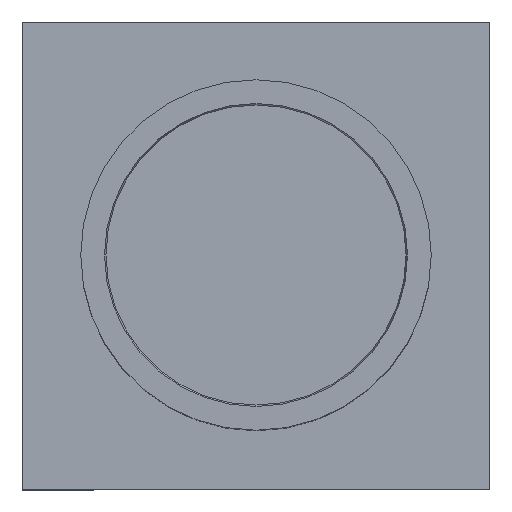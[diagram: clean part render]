
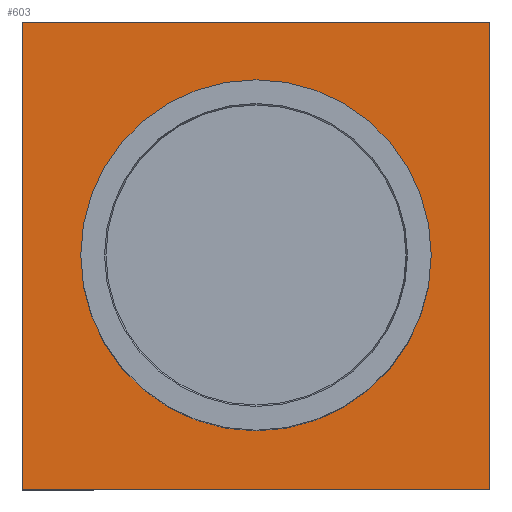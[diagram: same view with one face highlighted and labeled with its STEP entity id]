
A CAD part, top view. The second image highlights one B-rep face of the part: STEP entity #603.
In plain terms, the highlighted planar face has unit normal (0, 0, 1).
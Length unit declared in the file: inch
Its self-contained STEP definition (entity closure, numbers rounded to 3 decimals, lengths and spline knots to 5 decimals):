
#6 = PLANE ( 'NONE',  #1285 ) ;
#7 = VERTEX_POINT ( 'NONE', #470 ) ;
#18 = ORIENTED_EDGE ( 'NONE', *, *, #658, .F. ) ;
#84 = CARTESIAN_POINT ( 'NONE',  ( -0.118, 0.118, -0.188 ) ) ;
#86 = EDGE_CURVE ( 'NONE', #189, #7, #1286, .T. ) ;
#126 = LINE ( 'NONE', #580, #704 ) ;
#141 = ORIENTED_EDGE ( 'NONE', *, *, #542, .F. ) ;
#153 = CIRCLE ( 'NONE', #564, 0.0885 ) ;
#189 = VERTEX_POINT ( 'NONE', #1343 ) ;
#223 = VERTEX_POINT ( 'NONE', #832 ) ;
#249 = CARTESIAN_POINT ( 'NONE',  ( 0.118, 0.118, -0.188 ) ) ;
#279 = DIRECTION ( 'NONE',  ( 0., 0., -1. ) ) ;
#287 = EDGE_LOOP ( 'NONE', ( #1342, #18, #973, #141 ) ) ;
#308 = CARTESIAN_POINT ( 'NONE',  ( 0.118, -0.118, -0.188 ) ) ;
#314 = DIRECTION ( 'NONE',  ( -1., 0., 0. ) ) ;
#336 = DIRECTION ( 'NONE',  ( -1., 0., 0. ) ) ;
#394 = CARTESIAN_POINT ( 'NONE',  ( -0.0885, 0., -0.188 ) ) ;
#400 = DIRECTION ( 'NONE',  ( -1., 0., 0. ) ) ;
#404 = LINE ( 'NONE', #308, #690 ) ;
#470 = CARTESIAN_POINT ( 'NONE',  ( 0.118, -0.118, -0.188 ) ) ;
#522 = CARTESIAN_POINT ( 'NONE',  ( 0., 0., -0.188 ) ) ;
#526 = DIRECTION ( 'NONE',  ( -1., 0., 0. ) ) ;
#542 = EDGE_CURVE ( 'NONE', #7, #848, #404, .T. ) ;
#544 = VERTEX_POINT ( 'NONE', #394 ) ;
#556 = EDGE_CURVE ( 'NONE', #223, #544, #153, .T. ) ;
#564 = AXIS2_PLACEMENT_3D ( 'NONE', #1449, #651, #526 ) ;
#580 = CARTESIAN_POINT ( 'NONE',  ( -0.118, 0.118, -0.188 ) ) ;
#603 = ADVANCED_FACE ( 'NONE', ( #1244, #700 ), #6, .F. ) ;
#651 = DIRECTION ( 'NONE',  ( 0., 0., -1. ) ) ;
#658 = EDGE_CURVE ( 'NONE', #782, #189, #1151, .T. ) ;
#666 = DIRECTION ( 'NONE',  ( 1., 0., 0. ) ) ;
#690 = VECTOR ( 'NONE', #314, 39.37008 ) ;
#700 = FACE_BOUND ( 'NONE', #1023, .T. ) ;
#704 = VECTOR ( 'NONE', #1035, 39.37008 ) ;
#706 = ORIENTED_EDGE ( 'NONE', *, *, #1178, .T. ) ;
#750 = DIRECTION ( 'NONE',  ( 0., -1., 0. ) ) ;
#782 = VERTEX_POINT ( 'NONE', #84 ) ;
#800 = DIRECTION ( 'NONE',  ( 0., 0., -1. ) ) ;
#832 = CARTESIAN_POINT ( 'NONE',  ( 0.0885, 0., -0.188 ) ) ;
#848 = VERTEX_POINT ( 'NONE', #1219 ) ;
#875 = VECTOR ( 'NONE', #666, 39.37008 ) ;
#898 = CARTESIAN_POINT ( 'NONE',  ( 0., 0., -0.188 ) ) ;
#921 = CARTESIAN_POINT ( 'NONE',  ( 0.118, 0.118, -0.188 ) ) ;
#966 = EDGE_CURVE ( 'NONE', #848, #782, #126, .T. ) ;
#973 = ORIENTED_EDGE ( 'NONE', *, *, #966, .F. ) ;
#1023 = EDGE_LOOP ( 'NONE', ( #1395, #706 ) ) ;
#1035 = DIRECTION ( 'NONE',  ( 0., 1., 0. ) ) ;
#1151 = LINE ( 'NONE', #921, #875 ) ;
#1178 = EDGE_CURVE ( 'NONE', #544, #223, #1275, .T. ) ;
#1219 = CARTESIAN_POINT ( 'NONE',  ( -0.118, -0.118, -0.188 ) ) ;
#1244 = FACE_OUTER_BOUND ( 'NONE', #287, .T. ) ;
#1275 = CIRCLE ( 'NONE', #1429, 0.0885 ) ;
#1285 = AXIS2_PLACEMENT_3D ( 'NONE', #898, #800, #336 ) ;
#1286 = LINE ( 'NONE', #249, #1301 ) ;
#1301 = VECTOR ( 'NONE', #750, 39.37008 ) ;
#1342 = ORIENTED_EDGE ( 'NONE', *, *, #86, .F. ) ;
#1343 = CARTESIAN_POINT ( 'NONE',  ( 0.118, 0.118, -0.188 ) ) ;
#1395 = ORIENTED_EDGE ( 'NONE', *, *, #556, .T. ) ;
#1429 = AXIS2_PLACEMENT_3D ( 'NONE', #522, #279, #400 ) ;
#1449 = CARTESIAN_POINT ( 'NONE',  ( 0., 0., -0.188 ) ) ;
